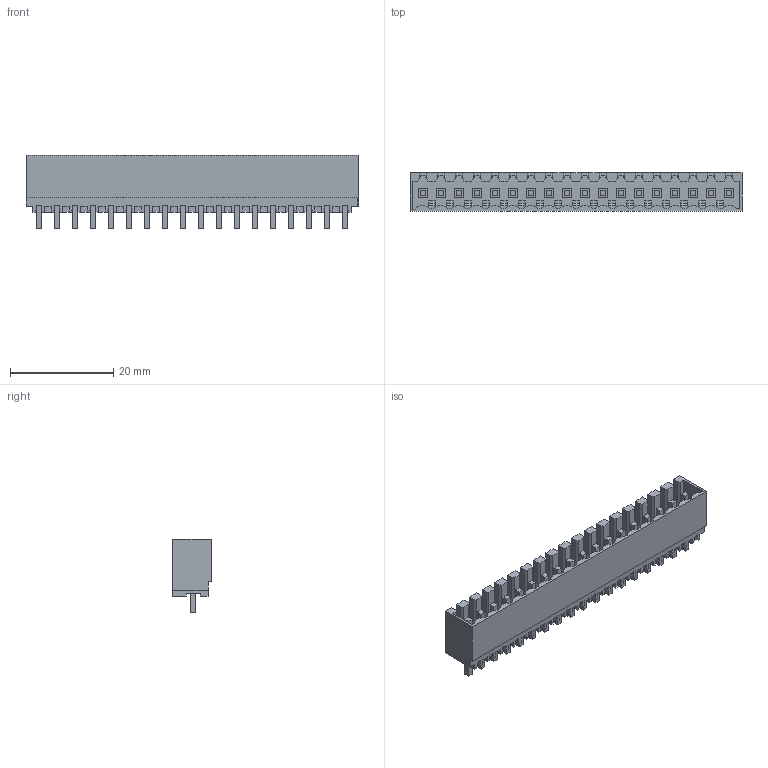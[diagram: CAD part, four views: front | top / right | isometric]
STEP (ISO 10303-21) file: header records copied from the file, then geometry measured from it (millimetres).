
FILE_DESCRIPTION(('CATIA V5 STEP Exchange','CAx-IF Rec.Pracs.--- Model Styling and Organization---1.2---2011-12-15'),'2;1');
FILE_NAME ('D1453677_0_1621800000_1621800000.stp','2018-03-12T08:51:41+00:00',('none'),('Weidmueller'),'CATIA Version 5-6 Release 2014','CATIA V5 STEP AP214','none');
FILE_SCHEMA(('AUTOMOTIVE_DESIGN { 1 0 10303 214 1 1 1 1 }'));
Length unit declared in the file: millimetre
Products named in the file (1): 1621800000
Bounding box: 64.4 x 7.45 x 14.25 mm (x, y, z)
Volume: 2084.9 mm3; surface area: 5842.3 mm2
Topology: 19 solids, 19 shells, 1068 faces, 3151 edges, 2156 vertices
Faces by surface type: plane 1050, cylinder 18
Entity records: 33546 total; most frequent: ORIENTED_EDGE 6302, CARTESIAN_POINT 5864, DIRECTION 4263, EDGE_CURVE 3151, VECTOR 3115, LINE 3115, VERTEX_POINT 2156, EDGE_LOOP 1139
